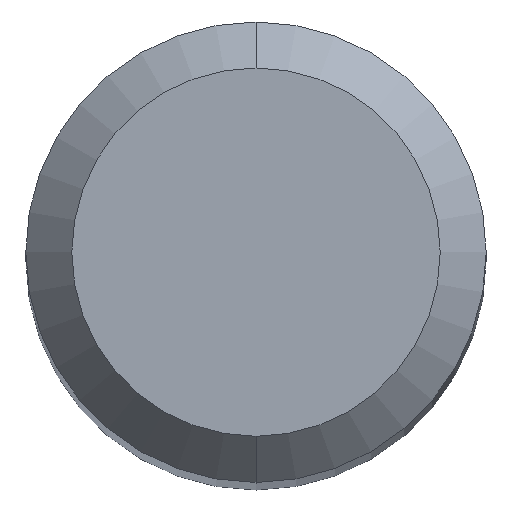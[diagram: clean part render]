
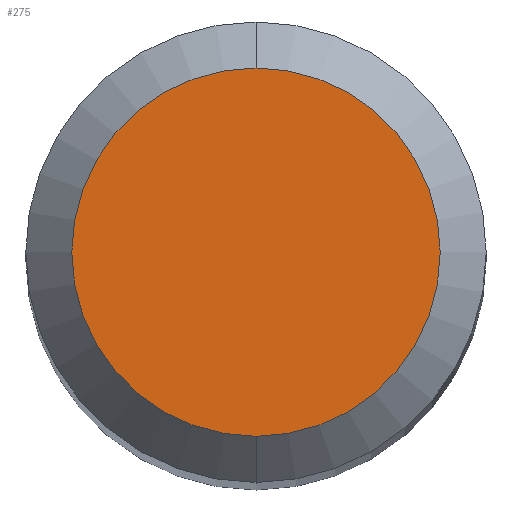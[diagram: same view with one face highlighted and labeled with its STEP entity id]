
A CAD part, top view. The second image highlights one B-rep face of the part: STEP entity #275.
In plain terms, the highlighted planar face has unit normal (0, 0, 1).
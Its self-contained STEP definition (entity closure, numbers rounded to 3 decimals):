
#195=EDGE_CURVE('',#385,#213,#504,.T.);
#213=VERTEX_POINT('',#524);
#275=ADVANCED_FACE('',(#592),#593,.T.);
#377=EDGE_CURVE('',#213,#385,#702,.T.);
#385=VERTEX_POINT('',#710);
#504=CIRCLE('',#875,1.2);
#524=CARTESIAN_POINT('',(0.0,1.2,0.0));
#592=FACE_OUTER_BOUND('',#1027,.T.);
#593=PLANE('',#1028);
#702=CIRCLE('',#1283,1.2);
#710=CARTESIAN_POINT('',(0.,-1.2,0.0));
#875=AXIS2_PLACEMENT_3D('',#1463,#1464,#1465);
#1027=EDGE_LOOP('',(#1566,#1567));
#1028=AXIS2_PLACEMENT_3D('',#1568,#1569,#1570);
#1283=AXIS2_PLACEMENT_3D('',#1662,#1663,#1664);
#1463=CARTESIAN_POINT('',(0.0,0.0,0.0));
#1464=DIRECTION('',(0.0,0.0,-1.0));
#1465=DIRECTION('',(0.0,1.0,0.0));
#1566=ORIENTED_EDGE('',*,*,#377,.F.);
#1567=ORIENTED_EDGE('',*,*,#195,.F.);
#1568=CARTESIAN_POINT('',(0.0,0.6,0.0));
#1569=DIRECTION('',(-0.0,0.0,1.0));
#1570=DIRECTION('',(0.0,-1.0,0.0));
#1662=CARTESIAN_POINT('',(0.0,0.0,0.0));
#1663=DIRECTION('',(0.0,0.0,-1.0));
#1664=DIRECTION('',(0.0,1.0,0.0));
